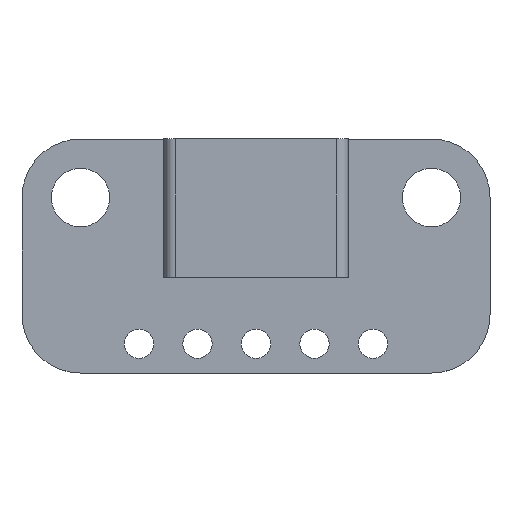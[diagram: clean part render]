
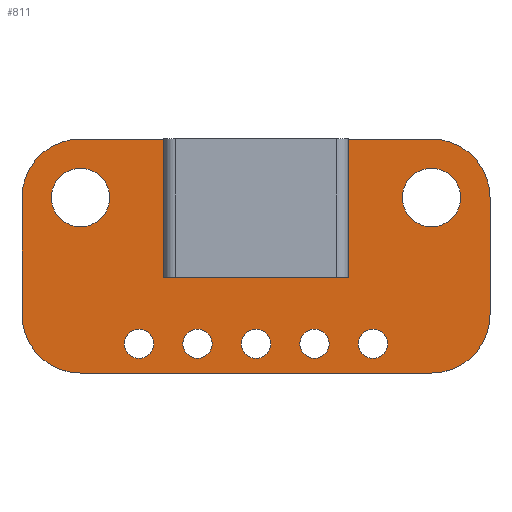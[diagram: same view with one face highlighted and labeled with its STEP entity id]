
A CAD part, top view. The second image highlights one B-rep face of the part: STEP entity #811.
In plain terms, the highlighted planar face has unit normal (0, 0, 1).
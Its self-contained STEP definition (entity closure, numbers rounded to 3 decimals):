
#17=FACE_BOUND('',#113,.T.);
#18=FACE_BOUND('',#114,.T.);
#19=FACE_BOUND('',#115,.T.);
#20=FACE_BOUND('',#116,.T.);
#21=FACE_BOUND('',#117,.T.);
#22=FACE_BOUND('',#118,.T.);
#23=FACE_BOUND('',#119,.T.);
#36=PLANE('',#892);
#68=FACE_OUTER_BOUND('',#112,.T.);
#112=EDGE_LOOP('',(#599,#600,#601,#602,#603,#604,#605,#606));
#113=EDGE_LOOP('',(#607));
#114=EDGE_LOOP('',(#608));
#115=EDGE_LOOP('',(#609));
#116=EDGE_LOOP('',(#610));
#117=EDGE_LOOP('',(#611));
#118=EDGE_LOOP('',(#612));
#119=EDGE_LOOP('',(#613));
#165=LINE('',#1248,#236);
#169=LINE('',#1260,#240);
#173=LINE('',#1272,#244);
#177=LINE('',#1284,#248);
#236=VECTOR('',#1000,10.);
#240=VECTOR('',#1012,10.);
#244=VECTOR('',#1024,10.);
#248=VECTOR('',#1036,10.);
#298=CIRCLE('',#856,0.635);
#300=CIRCLE('',#859,0.635);
#302=CIRCLE('',#862,0.635);
#304=CIRCLE('',#865,1.27);
#306=CIRCLE('',#868,1.27);
#308=CIRCLE('',#871,0.635);
#310=CIRCLE('',#874,0.635);
#313=CIRCLE('',#879,2.54);
#315=CIRCLE('',#883,2.54);
#317=CIRCLE('',#887,2.54);
#319=CIRCLE('',#891,2.54);
#344=VERTEX_POINT('',#1200);
#346=VERTEX_POINT('',#1206);
#348=VERTEX_POINT('',#1212);
#350=VERTEX_POINT('',#1218);
#352=VERTEX_POINT('',#1224);
#354=VERTEX_POINT('',#1230);
#356=VERTEX_POINT('',#1236);
#360=VERTEX_POINT('',#1245);
#361=VERTEX_POINT('',#1247);
#363=VERTEX_POINT('',#1253);
#365=VERTEX_POINT('',#1259);
#367=VERTEX_POINT('',#1265);
#369=VERTEX_POINT('',#1271);
#371=VERTEX_POINT('',#1277);
#373=VERTEX_POINT('',#1283);
#422=EDGE_CURVE('',#344,#344,#298,.T.);
#425=EDGE_CURVE('',#346,#346,#300,.T.);
#428=EDGE_CURVE('',#348,#348,#302,.T.);
#431=EDGE_CURVE('',#350,#350,#304,.T.);
#434=EDGE_CURVE('',#352,#352,#306,.T.);
#437=EDGE_CURVE('',#354,#354,#308,.T.);
#440=EDGE_CURVE('',#356,#356,#310,.T.);
#445=EDGE_CURVE('',#361,#360,#165,.T.);
#448=EDGE_CURVE('',#363,#361,#313,.T.);
#451=EDGE_CURVE('',#365,#363,#169,.T.);
#454=EDGE_CURVE('',#367,#365,#315,.T.);
#457=EDGE_CURVE('',#369,#367,#173,.T.);
#460=EDGE_CURVE('',#371,#369,#317,.T.);
#463=EDGE_CURVE('',#373,#371,#177,.T.);
#466=EDGE_CURVE('',#360,#373,#319,.T.);
#599=ORIENTED_EDGE('',*,*,#466,.T.);
#600=ORIENTED_EDGE('',*,*,#463,.T.);
#601=ORIENTED_EDGE('',*,*,#460,.T.);
#602=ORIENTED_EDGE('',*,*,#457,.T.);
#603=ORIENTED_EDGE('',*,*,#454,.T.);
#604=ORIENTED_EDGE('',*,*,#451,.T.);
#605=ORIENTED_EDGE('',*,*,#448,.T.);
#606=ORIENTED_EDGE('',*,*,#445,.T.);
#607=ORIENTED_EDGE('',*,*,#440,.T.);
#608=ORIENTED_EDGE('',*,*,#437,.T.);
#609=ORIENTED_EDGE('',*,*,#434,.T.);
#610=ORIENTED_EDGE('',*,*,#431,.T.);
#611=ORIENTED_EDGE('',*,*,#428,.T.);
#612=ORIENTED_EDGE('',*,*,#425,.T.);
#613=ORIENTED_EDGE('',*,*,#422,.T.);
#811=ADVANCED_FACE('',(#68,#17,#18,#19,#20,#21,#22,#23),#36,.T.);
#856=AXIS2_PLACEMENT_3D('',#1201,#949,#950);
#859=AXIS2_PLACEMENT_3D('',#1207,#956,#957);
#862=AXIS2_PLACEMENT_3D('',#1213,#963,#964);
#865=AXIS2_PLACEMENT_3D('',#1219,#970,#971);
#868=AXIS2_PLACEMENT_3D('',#1225,#977,#978);
#871=AXIS2_PLACEMENT_3D('',#1231,#984,#985);
#874=AXIS2_PLACEMENT_3D('',#1237,#991,#992);
#879=AXIS2_PLACEMENT_3D('',#1254,#1006,#1007);
#883=AXIS2_PLACEMENT_3D('',#1266,#1018,#1019);
#887=AXIS2_PLACEMENT_3D('',#1278,#1030,#1031);
#891=AXIS2_PLACEMENT_3D('',#1288,#1042,#1043);
#892=AXIS2_PLACEMENT_3D('',#1289,#1044,#1045);
#949=DIRECTION('center_axis',(0.,0.,-1.));
#950=DIRECTION('ref_axis',(1.,0.,0.));
#956=DIRECTION('center_axis',(0.,0.,-1.));
#957=DIRECTION('ref_axis',(1.,0.,0.));
#963=DIRECTION('center_axis',(0.,0.,-1.));
#964=DIRECTION('ref_axis',(1.,0.,0.));
#970=DIRECTION('center_axis',(0.,0.,-1.));
#971=DIRECTION('ref_axis',(1.,0.,0.));
#977=DIRECTION('center_axis',(0.,0.,-1.));
#978=DIRECTION('ref_axis',(1.,0.,0.));
#984=DIRECTION('center_axis',(0.,0.,-1.));
#985=DIRECTION('ref_axis',(1.,0.,0.));
#991=DIRECTION('center_axis',(0.,0.,-1.));
#992=DIRECTION('ref_axis',(1.,0.,0.));
#1000=DIRECTION('',(1.,0.,0.));
#1006=DIRECTION('center_axis',(0.,0.,1.));
#1007=DIRECTION('ref_axis',(-1.,0.,0.));
#1012=DIRECTION('',(0.,-1.,0.));
#1018=DIRECTION('center_axis',(0.,0.,1.));
#1019=DIRECTION('ref_axis',(0.,1.,0.));
#1024=DIRECTION('',(-1.,0.,0.));
#1030=DIRECTION('center_axis',(0.,0.,1.));
#1031=DIRECTION('ref_axis',(1.,0.,0.));
#1036=DIRECTION('',(0.,1.,0.));
#1042=DIRECTION('center_axis',(0.,0.,1.));
#1043=DIRECTION('ref_axis',(0.,-1.,0.));
#1044=DIRECTION('center_axis',(0.,0.,1.));
#1045=DIRECTION('ref_axis',(1.,0.,0.));
#1200=CARTESIAN_POINT('',(9.525,1.27,0.8));
#1201=CARTESIAN_POINT('Origin',(10.16,1.27,0.8));
#1206=CARTESIAN_POINT('',(12.065,1.27,0.8));
#1207=CARTESIAN_POINT('Origin',(12.7,1.27,0.8));
#1212=CARTESIAN_POINT('',(4.445,1.27,0.8));
#1213=CARTESIAN_POINT('Origin',(5.08,1.27,0.8));
#1218=CARTESIAN_POINT('',(16.51,7.62,0.8));
#1219=CARTESIAN_POINT('Origin',(17.78,7.62,0.8));
#1224=CARTESIAN_POINT('',(1.27,7.62,0.8));
#1225=CARTESIAN_POINT('Origin',(2.54,7.62,0.8));
#1230=CARTESIAN_POINT('',(14.605,1.27,0.8));
#1231=CARTESIAN_POINT('Origin',(15.24,1.27,0.8));
#1236=CARTESIAN_POINT('',(6.985,1.27,0.8));
#1237=CARTESIAN_POINT('Origin',(7.62,1.27,0.8));
#1245=CARTESIAN_POINT('',(17.78,0.,0.8));
#1247=CARTESIAN_POINT('',(2.54,0.,0.8));
#1248=CARTESIAN_POINT('',(17.78,0.,0.8));
#1253=CARTESIAN_POINT('',(0.,2.54,0.8));
#1254=CARTESIAN_POINT('Origin',(2.54,2.54,0.8));
#1259=CARTESIAN_POINT('',(0.,7.62,0.8));
#1260=CARTESIAN_POINT('',(0.,2.54,0.8));
#1265=CARTESIAN_POINT('',(2.54,10.16,0.8));
#1266=CARTESIAN_POINT('Origin',(2.54,7.62,0.8));
#1271=CARTESIAN_POINT('',(17.78,10.16,0.8));
#1272=CARTESIAN_POINT('',(2.54,10.16,0.8));
#1277=CARTESIAN_POINT('',(20.32,7.62,0.8));
#1278=CARTESIAN_POINT('Origin',(17.78,7.62,0.8));
#1283=CARTESIAN_POINT('',(20.32,2.54,0.8));
#1284=CARTESIAN_POINT('',(20.32,7.62,0.8));
#1288=CARTESIAN_POINT('Origin',(17.78,2.54,0.8));
#1289=CARTESIAN_POINT('Origin',(10.16,5.08,0.8));
